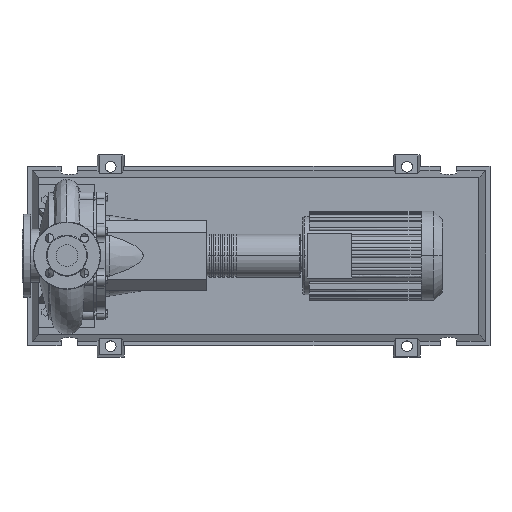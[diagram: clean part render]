
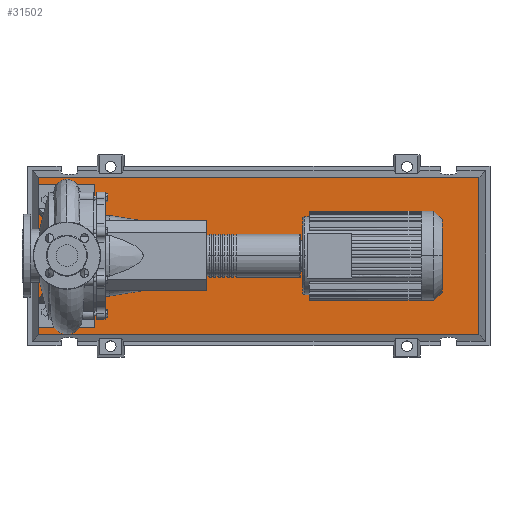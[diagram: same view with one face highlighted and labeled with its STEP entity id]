
A CAD part, top view. The second image highlights one B-rep face of the part: STEP entity #31502.
In plain terms, the highlighted planar face has unit normal (0, 0, 1).
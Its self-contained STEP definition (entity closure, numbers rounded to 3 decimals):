
#31183=CARTESIAN_POINT('',(917.971,-175.471,103.0));
#31184=VERTEX_POINT('',#31183);
#31191=CARTESIAN_POINT('',(-62.971,-175.471,103.0));
#31192=VERTEX_POINT('',#31191);
#31193=CARTESIAN_POINT('',(917.971,-175.471,103.0));
#31194=DIRECTION('',(-1.0,0.0,0.0));
#31195=VECTOR('',#31194,980.941);
#31196=LINE('',#31193,#31195);
#31197=EDGE_CURVE('',#31184,#31192,#31196,.T.);
#31415=CARTESIAN_POINT('',(917.971,175.471,103.0));
#31416=VERTEX_POINT('',#31415);
#31417=CARTESIAN_POINT('',(917.971,175.471,103.0));
#31418=DIRECTION('',(0.0,-1.0,0.0));
#31419=VECTOR('',#31418,350.941);
#31420=LINE('',#31417,#31419);
#31421=EDGE_CURVE('',#31416,#31184,#31420,.T.);
#31439=CARTESIAN_POINT('',(-62.971,175.471,103.0));
#31440=VERTEX_POINT('',#31439);
#31441=CARTESIAN_POINT('',(-62.971,-175.471,103.0));
#31442=DIRECTION('',(0.0,1.0,0.0));
#31443=VECTOR('',#31442,350.941);
#31444=LINE('',#31441,#31443);
#31445=EDGE_CURVE('',#31192,#31440,#31444,.T.);
#31478=CARTESIAN_POINT('',(-62.971,175.471,103.0));
#31479=DIRECTION('',(1.0,0.0,0.0));
#31480=VECTOR('',#31479,980.941);
#31481=LINE('',#31478,#31480);
#31482=EDGE_CURVE('',#31440,#31416,#31481,.T.);
#31491=CARTESIAN_POINT('',(427.5,0.,103.0));
#31492=DIRECTION('',(0.0,0.0,1.0));
#31493=DIRECTION('',(1.0,0.0,0.0));
#31494=AXIS2_PLACEMENT_3D('',#31491,#31492,#31493);
#31495=PLANE('',#31494);
#31496=ORIENTED_EDGE('',*,*,#31421,.F.);
#31497=ORIENTED_EDGE('',*,*,#31482,.F.);
#31498=ORIENTED_EDGE('',*,*,#31445,.F.);
#31499=ORIENTED_EDGE('',*,*,#31197,.F.);
#31500=EDGE_LOOP('',(#31496,#31497,#31498,#31499));
#31501=FACE_OUTER_BOUND('',#31500,.T.);
#31502=ADVANCED_FACE('',(#31501),#31495,.T.);
